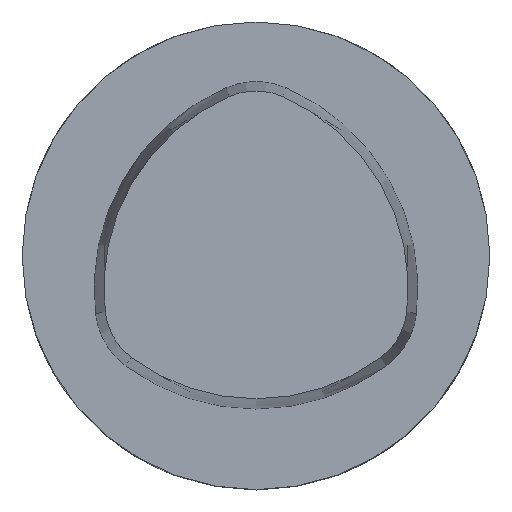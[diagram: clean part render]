
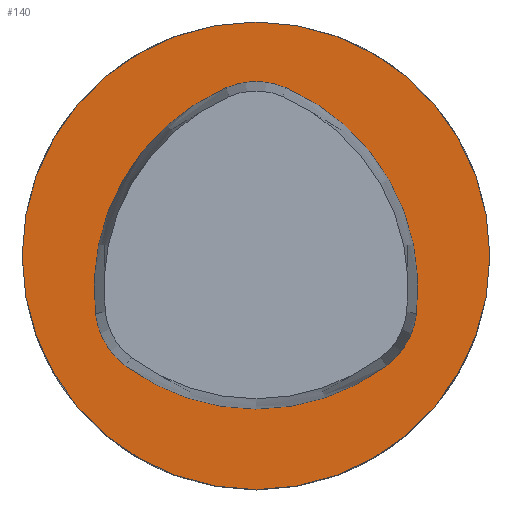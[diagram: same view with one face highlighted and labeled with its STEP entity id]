
A CAD part, top view. The second image highlights one B-rep face of the part: STEP entity #140.
In plain terms, the highlighted planar face has unit normal (0, 0, 1).
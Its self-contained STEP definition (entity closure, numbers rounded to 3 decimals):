
#140=ADVANCED_FACE('',(#230),#186,.T.);
#186=PLANE('',#1011);
#230=FACE_OUTER_BOUND('',#288,.T.);
#288=EDGE_LOOP('',(#639));
#325=CIRCLE('',#1005,25.);
#639=ORIENTED_EDGE('',*,*,#877,.T.);
#772=VERTEX_POINT('',#1526);
#877=EDGE_CURVE('',#772,#772,#325,.T.);
#1005=AXIS2_PLACEMENT_3D('',#1525,#1218,#1219);
#1011=AXIS2_PLACEMENT_3D('',#1544,#1234,#1235);
#1218=DIRECTION('',(0.,0.,1.));
#1219=DIRECTION('',(1.,0.,0.));
#1234=DIRECTION('',(0.,0.,1.));
#1235=DIRECTION('',(1.,0.,0.));
#1525=CARTESIAN_POINT('',(0.,0.,0.));
#1526=CARTESIAN_POINT('',(25.,0.,0.));
#1544=CARTESIAN_POINT('',(0.,0.,0.));
